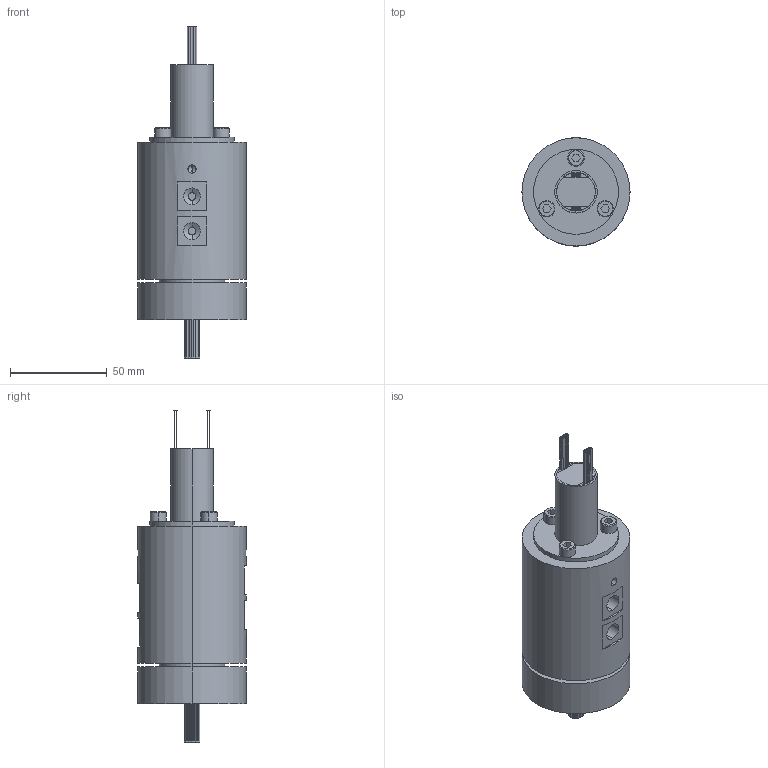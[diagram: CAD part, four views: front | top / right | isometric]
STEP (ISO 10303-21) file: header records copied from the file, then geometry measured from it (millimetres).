
FILE_DESCRIPTION (( 'STEP AP203' ), '1' );
FILE_NAME ('RKD41S-S24.STEP', '2020-11-21T03:40:39', ( '微软用户' ), ( '微软中国' ), 'SwSTEP 2.0', 'SolidWorks 2014', '' );
FILE_SCHEMA (( 'CONFIG_CONTROL_DESIGN' ));
Length unit declared in the file: millimetre
Products named in the file (1): RKD41S-S24
Bounding box: 56 x 56 x 172 mm (x, y, z)
Volume: 235468.1 mm3; surface area: 33903.9 mm2
Topology: 1 solids, 1 shells, 305 faces, 642 edges, 406 vertices
Faces by surface type: cylinder 165, plane 106, cone 34
Entity records: 8541 total; most frequent: CARTESIAN_POINT 1690, DIRECTION 1554, ORIENTED_EDGE 1260, AXIS2_PLACEMENT_3D 638, EDGE_CURVE 630, VERTEX_POINT 406, EDGE_LOOP 384, CIRCLE 332
